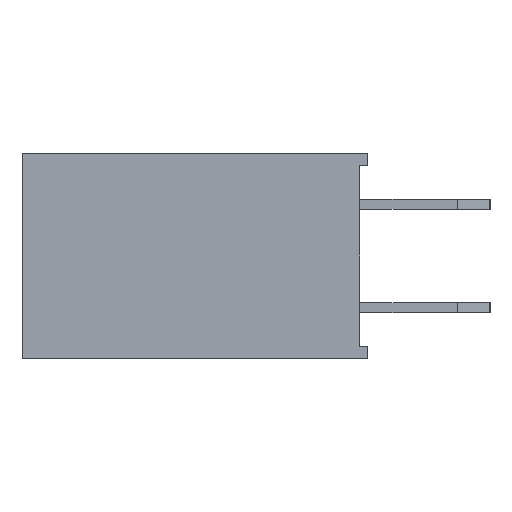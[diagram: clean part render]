
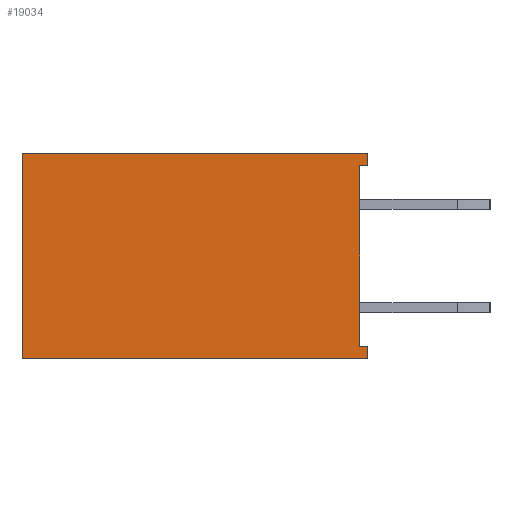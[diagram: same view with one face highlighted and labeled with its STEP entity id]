
A CAD part, left-side view. The second image highlights one B-rep face of the part: STEP entity #19034.
In plain terms, the highlighted planar face has unit normal (-1, 0, 0).
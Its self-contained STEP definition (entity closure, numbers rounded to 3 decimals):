
#8940=DIRECTION('',(0.,1.,0.));
#8941=VECTOR('',#8940,8.5);
#8942=CARTESIAN_POINT('',(-1.47,-8.5,2.52));
#8943=LINE('',#8942,#8941);
#8947=DIRECTION('',(0.,0.,1.));
#8948=VECTOR('',#8947,0.3);
#8949=CARTESIAN_POINT('',(-1.47,-8.5,2.22));
#8950=LINE('',#8949,#8948);
#8954=DIRECTION('',(0.,-1.,0.));
#8955=VECTOR('',#8954,0.2);
#8956=CARTESIAN_POINT('',(-1.47,-8.3,2.22));
#8957=LINE('',#8956,#8955);
#8961=DIRECTION('',(0.,0.,1.));
#8962=VECTOR('',#8961,4.44);
#8963=CARTESIAN_POINT('',(-1.47,-8.3,-2.22));
#8964=LINE('',#8963,#8962);
#8968=DIRECTION('',(0.,1.,0.));
#8969=VECTOR('',#8968,0.2);
#8970=CARTESIAN_POINT('',(-1.47,-8.5,-2.22));
#8971=LINE('',#8970,#8969);
#8975=DIRECTION('',(0.,0.,1.));
#8976=VECTOR('',#8975,0.3);
#8977=CARTESIAN_POINT('',(-1.47,-8.5,-2.52));
#8978=LINE('',#8977,#8976);
#8982=DIRECTION('',(0.,-1.,0.));
#8983=VECTOR('',#8982,8.5);
#8984=CARTESIAN_POINT('',(-1.47,0.,-2.52));
#8985=LINE('',#8984,#8983);
#8989=DIRECTION('',(0.,0.,-1.));
#8990=VECTOR('',#8989,5.04);
#8991=CARTESIAN_POINT('',(-1.47,0.,2.52));
#8992=LINE('',#8991,#8990);
#9543=CARTESIAN_POINT('',(-1.47,-8.5,2.52));
#9544=CARTESIAN_POINT('',(-1.47,0.,2.52));
#9545=VERTEX_POINT('',#9543);
#9546=VERTEX_POINT('',#9544);
#9547=CARTESIAN_POINT('',(-1.47,0.,-2.52));
#9548=VERTEX_POINT('',#9547);
#9549=CARTESIAN_POINT('',(-1.47,-8.5,-2.52));
#9550=VERTEX_POINT('',#9549);
#9551=CARTESIAN_POINT('',(-1.47,-8.5,-2.22));
#9552=VERTEX_POINT('',#9551);
#9553=CARTESIAN_POINT('',(-1.47,-8.3,-2.22));
#9554=VERTEX_POINT('',#9553);
#9555=CARTESIAN_POINT('',(-1.47,-8.3,2.22));
#9556=VERTEX_POINT('',#9555);
#9557=CARTESIAN_POINT('',(-1.47,-8.5,2.22));
#9558=VERTEX_POINT('',#9557);
#19017=CARTESIAN_POINT('',(-1.47,0.,0.));
#19018=DIRECTION('',(-1.,0.,0.));
#19019=DIRECTION('',(0.,0.,1.));
#19020=AXIS2_PLACEMENT_3D('',#19017,#19018,#19019);
#19021=PLANE('',#19020);
#19022=ORIENTED_EDGE('',*,*,#18970,.F.);
#19023=ORIENTED_EDGE('',*,*,#18998,.F.);
#19025=ORIENTED_EDGE('',*,*,#19024,.F.);
#19026=ORIENTED_EDGE('',*,*,#11375,.F.);
#19028=ORIENTED_EDGE('',*,*,#19027,.F.);
#19029=ORIENTED_EDGE('',*,*,#18982,.F.);
#19030=ORIENTED_EDGE('',*,*,#19012,.F.);
#19031=ORIENTED_EDGE('',*,*,#10786,.F.);
#19032=EDGE_LOOP('',(#19022,#19023,#19025,#19026,#19028,#19029,#19030,#19031));
#19033=FACE_OUTER_BOUND('',#19032,.F.);
#19034=ADVANCED_FACE('',(#19033),#19021,.T.);
#10786=EDGE_CURVE('',#9546,#9548,#8992,.T.);
#11375=EDGE_CURVE('',#9554,#9556,#8964,.T.);
#18970=EDGE_CURVE('',#9545,#9546,#8943,.T.);
#18982=EDGE_CURVE('',#9550,#9552,#8978,.T.);
#18998=EDGE_CURVE('',#9558,#9545,#8950,.T.);
#19012=EDGE_CURVE('',#9548,#9550,#8985,.T.);
#19024=EDGE_CURVE('',#9556,#9558,#8957,.T.);
#19027=EDGE_CURVE('',#9552,#9554,#8971,.T.);
